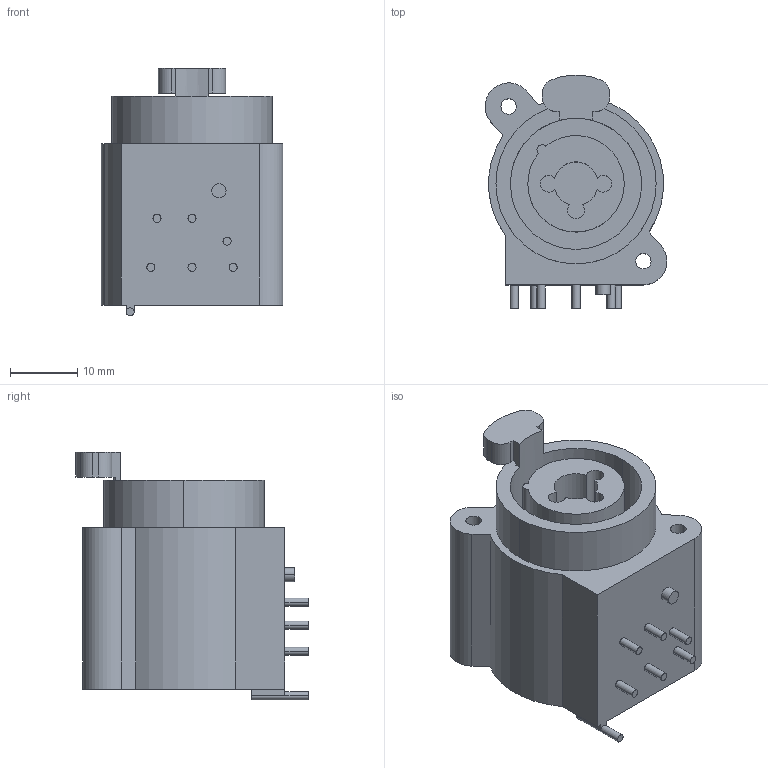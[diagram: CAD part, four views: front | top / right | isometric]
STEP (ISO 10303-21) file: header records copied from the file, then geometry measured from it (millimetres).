
FILE_DESCRIPTION((''),'2;1');
FILE_NAME('D-NCJ6FI-H','2012-05-14T',('odo'),(''),'PRO/ENGINEER BY PARAMETRIC TECHNOLOGY CORPORATION, 2011310','PRO/ENGINEER BY PARAMETRIC TECHNOLOGY CORPORATION, 2011310','');
FILE_SCHEMA(('AUTOMOTIVE_DESIGN_CC2 { 1 2 10303 214 -1 1 5 2 }'));
Length unit declared in the file: millimetre
Products named in the file (1): D-NCJ6FI-H
Bounding box: 26.99 x 34.59 x 36.8 mm (x, y, z)
Volume: 16508.3 mm3; surface area: 6900.6 mm2
Topology: 1 solids, 1 shells, 72 faces, 175 edges, 116 vertices
Faces by surface type: cylinder 42, plane 30
Entity records: 2380 total; most frequent: DIRECTION 405, CARTESIAN_POINT 363, ORIENTED_EDGE 350, COLOUR_RGB 209, EDGE_CURVE 175, AXIS2_PLACEMENT_3D 158, VERTEX_POINT 116, VECTOR 89
